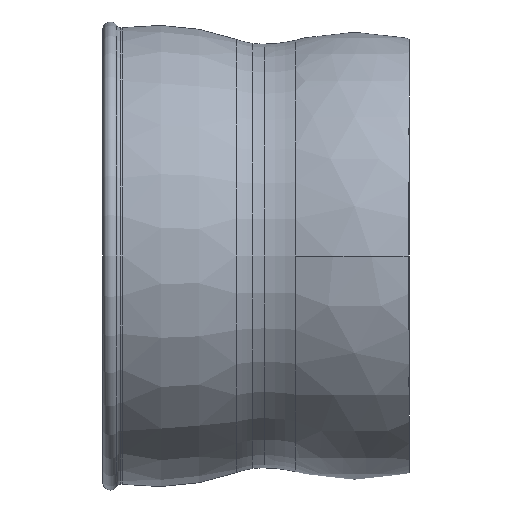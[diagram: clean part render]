
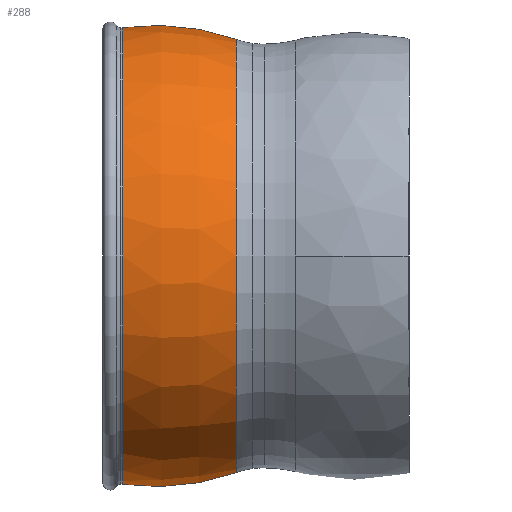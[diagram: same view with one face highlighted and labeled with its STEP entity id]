
A CAD part, front view. The second image highlights one B-rep face of the part: STEP entity #288.
In plain terms, the highlighted toroidal (fillet/blend) face has major radius 1.432 mm and minor radius 38.174 mm.
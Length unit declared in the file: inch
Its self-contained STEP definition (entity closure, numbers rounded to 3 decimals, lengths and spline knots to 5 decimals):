
#135 = EDGE_CURVE ( 'NONE', #143, #140, #699, .T. ) ;
#140 = VERTEX_POINT ( 'NONE', #748 ) ;
#141 = EDGE_CURVE ( 'NONE', #143, #160, #747, .T. ) ;
#143 = VERTEX_POINT ( 'NONE', #742 ) ;
#149 = EDGE_CURVE ( 'NONE', #140, #159, #729, .T. ) ;
#159 = VERTEX_POINT ( 'NONE', #763 ) ;
#160 = VERTEX_POINT ( 'NONE', #762 ) ;
#288 = ADVANCED_FACE ( 'NONE', ( #1050 ), #1049, .T. ) ;
#289 = EDGE_LOOP ( 'NONE', ( #290, #291, #292, #293 ) ) ;
#290 = ORIENTED_EDGE ( 'NONE', *, *, #141, .F. ) ;
#291 = ORIENTED_EDGE ( 'NONE', *, *, #135, .T. ) ;
#292 = ORIENTED_EDGE ( 'NONE', *, *, #149, .T. ) ;
#293 = ORIENTED_EDGE ( 'NONE', *, *, #294, .F. ) ;
#294 = EDGE_CURVE ( 'NONE', #160, #159, #1110, .T. ) ;
#695 = DIRECTION ( 'NONE',  ( 0., 0., 1. ) ) ;
#696 = DIRECTION ( 'NONE',  ( -1., 0., 0. ) ) ;
#697 = CARTESIAN_POINT ( 'NONE',  ( 0.83591, 0., 0. ) ) ;
#698 = AXIS2_PLACEMENT_3D ( 'NONE', #697, #696, #695 ) ;
#699 = CIRCLE ( 'NONE', #698, 1.35871 ) ;
#726 = DIRECTION ( 'NONE',  ( 0., 0., -1. ) ) ;
#727 = DIRECTION ( 'NONE',  ( 0., -1., 0. ) ) ;
#728 = AXIS2_PLACEMENT_3D ( 'NONE', #734, #727, #726 ) ;
#729 = CIRCLE ( 'NONE', #728, 1.5029 ) ;
#734 = CARTESIAN_POINT ( 'NONE',  ( 0.32971, 0., -0.05638 ) ) ;
#742 = CARTESIAN_POINT ( 'NONE',  ( 0.83591, 0., -1.35871 ) ) ;
#743 = DIRECTION ( 'NONE',  ( 0., 0., 1. ) ) ;
#744 = DIRECTION ( 'NONE',  ( 0., 1., 0. ) ) ;
#745 = CARTESIAN_POINT ( 'NONE',  ( 0.32971, 0., 0.05638 ) ) ;
#746 = AXIS2_PLACEMENT_3D ( 'NONE', #745, #744, #743 ) ;
#747 = CIRCLE ( 'NONE', #746, 1.5029 ) ;
#748 = CARTESIAN_POINT ( 'NONE',  ( 0.83591, 0., 1.35871 ) ) ;
#762 = CARTESIAN_POINT ( 'NONE',  ( 0.12437, 0., -1.43243 ) ) ;
#763 = CARTESIAN_POINT ( 'NONE',  ( 0.12437, 0., 1.43243 ) ) ;
#1045 = CARTESIAN_POINT ( 'NONE',  ( 0.12437, 0., 0. ) ) ;
#1046 = DIRECTION ( 'NONE',  ( 0., 0., 1. ) ) ;
#1047 = DIRECTION ( 'NONE',  ( -1., 0., 0. ) ) ;
#1048 = AXIS2_PLACEMENT_3D ( 'NONE', #1055, #1047, #1046 ) ;
#1049 = TOROIDAL_SURFACE ( 'NONE', #1048, -0.05638, 1.5029 ) ;
#1050 = FACE_OUTER_BOUND ( 'NONE', #289, .T. ) ;
#1055 = CARTESIAN_POINT ( 'NONE',  ( 0.32971, 0., 0. ) ) ;
#1107 = DIRECTION ( 'NONE',  ( 0., 0., 1. ) ) ;
#1108 = DIRECTION ( 'NONE',  ( -1., 0., 0. ) ) ;
#1109 = AXIS2_PLACEMENT_3D ( 'NONE', #1045, #1108, #1107 ) ;
#1110 = CIRCLE ( 'NONE', #1109, 1.43243 ) ;
